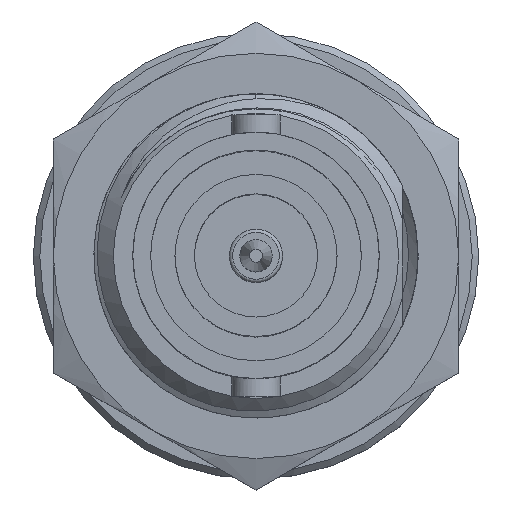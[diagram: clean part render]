
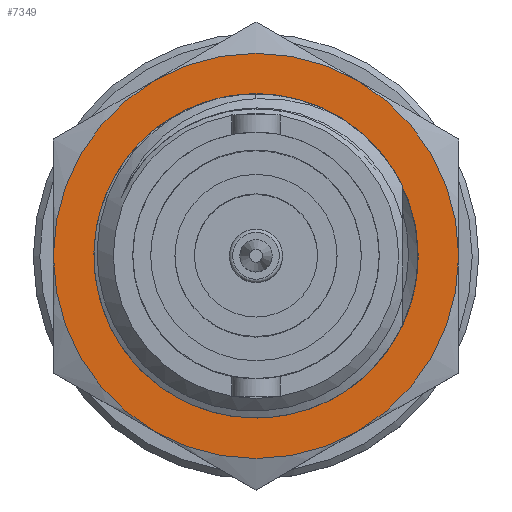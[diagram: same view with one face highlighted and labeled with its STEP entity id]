
A CAD part, top view. The second image highlights one B-rep face of the part: STEP entity #7349.
In plain terms, the highlighted planar face has unit normal (0, 0, 1).
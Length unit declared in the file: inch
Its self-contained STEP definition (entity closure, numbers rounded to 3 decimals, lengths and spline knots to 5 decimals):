
#103 = CARTESIAN_POINT ( 'NONE',  ( -0.15625, -0.27063, -0.505 ) ) ;
#422 = DIRECTION ( 'NONE',  ( 0., 0., 1. ) ) ;
#677 = CARTESIAN_POINT ( 'NONE',  ( 0., 0., -0.505 ) ) ;
#1088 = DIRECTION ( 'NONE',  ( 0., 0., 1. ) ) ;
#1230 = VERTEX_POINT ( 'NONE', #6657 ) ;
#1895 = CIRCLE ( 'NONE', #8133, 0.3125 ) ;
#2143 = VERTEX_POINT ( 'NONE', #103 ) ;
#2453 = DIRECTION ( 'NONE',  ( 0., 0., 1. ) ) ;
#2779 = EDGE_CURVE ( 'NONE', #11307, #12577, #9498, .T. ) ;
#2991 = AXIS2_PLACEMENT_3D ( 'NONE', #677, #6951, #4655 ) ;
#3578 = CARTESIAN_POINT ( 'NONE',  ( -0.24015, -0.06947, -0.505 ) ) ;
#3948 = DIRECTION ( 'NONE',  ( 0.866, -0.5, 0. ) ) ;
#3964 = VERTEX_POINT ( 'NONE', #3578 ) ;
#4083 = CIRCLE ( 'NONE', #6261, 0.3125 ) ;
#4461 = PLANE ( 'NONE',  #14377 ) ;
#4655 = DIRECTION ( 'NONE',  ( 0.866, -0.5, 0. ) ) ;
#4732 = ORIENTED_EDGE ( 'NONE', *, *, #10094, .T. ) ;
#4901 = AXIS2_PLACEMENT_3D ( 'NONE', #9327, #422, #5585 ) ;
#5128 = DIRECTION ( 'NONE',  ( 0., 0., 1. ) ) ;
#5144 = CARTESIAN_POINT ( 'NONE',  ( 0., 0., -0.505 ) ) ;
#5425 = ORIENTED_EDGE ( 'NONE', *, *, #6852, .T. ) ;
#5449 = VERTEX_POINT ( 'NONE', #13262 ) ;
#5480 = CARTESIAN_POINT ( 'NONE',  ( -0.3125, 0., -0.505 ) ) ;
#5585 = DIRECTION ( 'NONE',  ( 0.866, -0.5, 0. ) ) ;
#5667 = EDGE_CURVE ( 'NONE', #10217, #3964, #9480, .T. ) ;
#5720 = CIRCLE ( 'NONE', #15238, 0.3125 ) ;
#5984 = DIRECTION ( 'NONE',  ( 0., 0., 1. ) ) ;
#6204 = CARTESIAN_POINT ( 'NONE',  ( 0., 0., -0.505 ) ) ;
#6248 = CIRCLE ( 'NONE', #2991, 0.3125 ) ;
#6261 = AXIS2_PLACEMENT_3D ( 'NONE', #11068, #5984, #10062 ) ;
#6416 = EDGE_LOOP ( 'NONE', ( #5425, #4732, #7604, #13225, #12180, #10395 ) ) ;
#6637 = CARTESIAN_POINT ( 'NONE',  ( -0.12069, -0.21894, -0.505 ) ) ;
#6657 = CARTESIAN_POINT ( 'NONE',  ( 0.15625, 0.27063, -0.505 ) ) ;
#6715 = EDGE_CURVE ( 'NONE', #2143, #5449, #6248, .T. ) ;
#6852 = EDGE_CURVE ( 'NONE', #5449, #10357, #1895, .T. ) ;
#6855 = FACE_BOUND ( 'NONE', #12369, .T. ) ;
#6951 = DIRECTION ( 'NONE',  ( 0., 0., 1. ) ) ;
#7349 = ADVANCED_FACE ( 'NONE', ( #6855, #10822 ), #4461, .T. ) ;
#7583 = ORIENTED_EDGE ( 'NONE', *, *, #5667, .F. ) ;
#7604 = ORIENTED_EDGE ( 'NONE', *, *, #13906, .T. ) ;
#7723 = CARTESIAN_POINT ( 'NONE',  ( -0.15625, 0.27063, -0.505 ) ) ;
#8133 = AXIS2_PLACEMENT_3D ( 'NONE', #5144, #2453, #8734 ) ;
#8734 = DIRECTION ( 'NONE',  ( 0.866, -0.5, 0. ) ) ;
#9262 = CARTESIAN_POINT ( 'NONE',  ( 0.3125, 0., -0.505 ) ) ;
#9327 = CARTESIAN_POINT ( 'NONE',  ( 0., 0., -0.505 ) ) ;
#9473 = DIRECTION ( 'NONE',  ( 0.866, -0.5, 0. ) ) ;
#9480 = CIRCLE ( 'NONE', #12181, 0.25 ) ;
#9498 = CIRCLE ( 'NONE', #4901, 0.3125 ) ;
#9749 = EDGE_CURVE ( 'NONE', #3964, #10217, #16561, .T. ) ;
#9811 = ORIENTED_EDGE ( 'NONE', *, *, #9749, .F. ) ;
#10044 = CIRCLE ( 'NONE', #12774, 0.3125 ) ;
#10062 = DIRECTION ( 'NONE',  ( 0.866, -0.5, 0. ) ) ;
#10094 = EDGE_CURVE ( 'NONE', #10357, #1230, #4083, .T. ) ;
#10217 = VERTEX_POINT ( 'NONE', #6637 ) ;
#10357 = VERTEX_POINT ( 'NONE', #9262 ) ;
#10395 = ORIENTED_EDGE ( 'NONE', *, *, #6715, .T. ) ;
#10822 = FACE_OUTER_BOUND ( 'NONE', #6416, .T. ) ;
#11068 = CARTESIAN_POINT ( 'NONE',  ( 0., 0., -0.505 ) ) ;
#11307 = VERTEX_POINT ( 'NONE', #7723 ) ;
#11447 = CARTESIAN_POINT ( 'NONE',  ( 0., 0., -0.505 ) ) ;
#11713 = DIRECTION ( 'NONE',  ( 0., 0., 1. ) ) ;
#12180 = ORIENTED_EDGE ( 'NONE', *, *, #15846, .T. ) ;
#12181 = AXIS2_PLACEMENT_3D ( 'NONE', #12964, #5128, #3948 ) ;
#12185 = CARTESIAN_POINT ( 'NONE',  ( 0., 0., -0.505 ) ) ;
#12369 = EDGE_LOOP ( 'NONE', ( #7583, #9811 ) ) ;
#12577 = VERTEX_POINT ( 'NONE', #5480 ) ;
#12748 = DIRECTION ( 'NONE',  ( 0.866, -0.5, 0. ) ) ;
#12774 = AXIS2_PLACEMENT_3D ( 'NONE', #6204, #11713, #12748 ) ;
#12964 = CARTESIAN_POINT ( 'NONE',  ( 0., 0., -0.505 ) ) ;
#13206 = DIRECTION ( 'NONE',  ( 0.866, -0.5, 0. ) ) ;
#13225 = ORIENTED_EDGE ( 'NONE', *, *, #2779, .T. ) ;
#13262 = CARTESIAN_POINT ( 'NONE',  ( 0.15625, -0.27063, -0.505 ) ) ;
#13291 = CARTESIAN_POINT ( 'NONE',  ( 0., 0., -0.505 ) ) ;
#13906 = EDGE_CURVE ( 'NONE', #1230, #11307, #5720, .T. ) ;
#14377 = AXIS2_PLACEMENT_3D ( 'NONE', #12185, #16020, #9473 ) ;
#14671 = AXIS2_PLACEMENT_3D ( 'NONE', #13291, #15823, #13206 ) ;
#15238 = AXIS2_PLACEMENT_3D ( 'NONE', #11447, #1088, #16625 ) ;
#15823 = DIRECTION ( 'NONE',  ( 0., 0., 1. ) ) ;
#15846 = EDGE_CURVE ( 'NONE', #12577, #2143, #10044, .T. ) ;
#16020 = DIRECTION ( 'NONE',  ( 0., 0., 1. ) ) ;
#16561 = CIRCLE ( 'NONE', #14671, 0.25 ) ;
#16625 = DIRECTION ( 'NONE',  ( 0.866, -0.5, 0. ) ) ;
